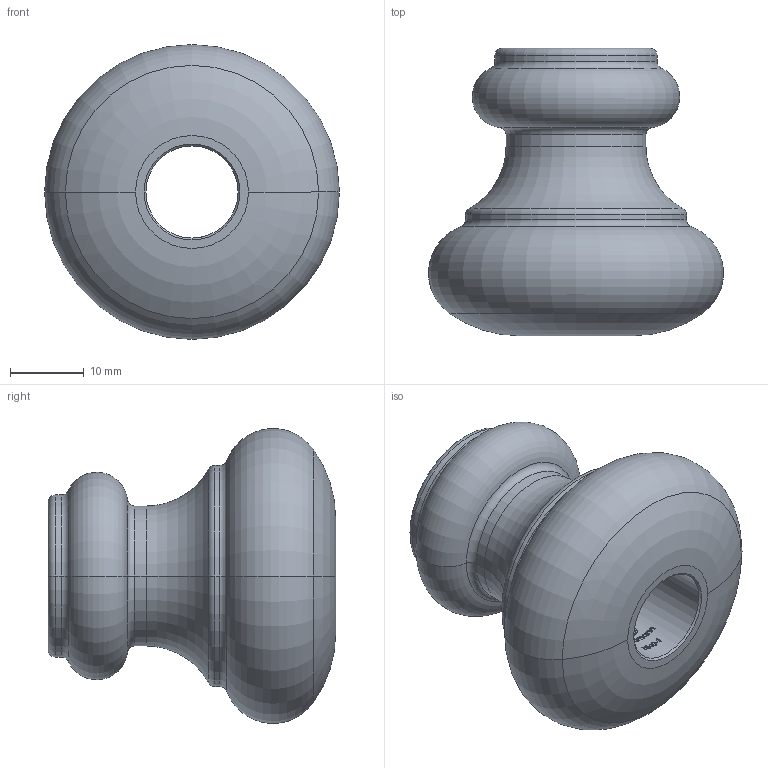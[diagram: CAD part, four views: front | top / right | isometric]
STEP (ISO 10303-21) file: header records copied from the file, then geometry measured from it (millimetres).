
FILE_DESCRIPTION (( 'STEP AP203' ), '1' );
FILE_NAME ('1340-1.STEP', '2022-01-24T07:46:07', ( '' ), ( '' ), 'SwSTEP 2.0', 'SolidWorks 2018', '' );
FILE_SCHEMA (( 'CONFIG_CONTROL_DESIGN' ));
Length unit declared in the file: millimetre
Products named in the file (2): 1340-1
Bounding box: 39.99 x 39 x 39.99 mm (x, y, z)
Volume: 21695.1 mm3; surface area: 6607.5 mm2
Topology: 1 solids, 1 shells, 251 faces, 661 edges, 432 vertices
Faces by surface type: plane 110, bspline 91, cylinder 28, torus 18, cone 4
Entity records: 11004 total; most frequent: CARTESIAN_POINT 5159, ORIENTED_EDGE 1322, DIRECTION 945, EDGE_CURVE 661, VERTEX_POINT 432, LINE 317, VECTOR 317, AXIS2_PLACEMENT_3D 314
